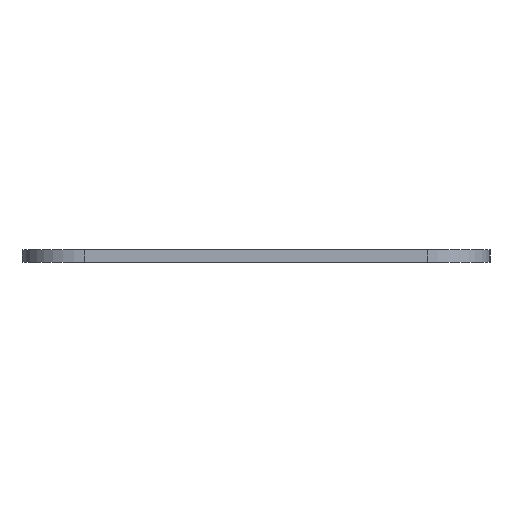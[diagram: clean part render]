
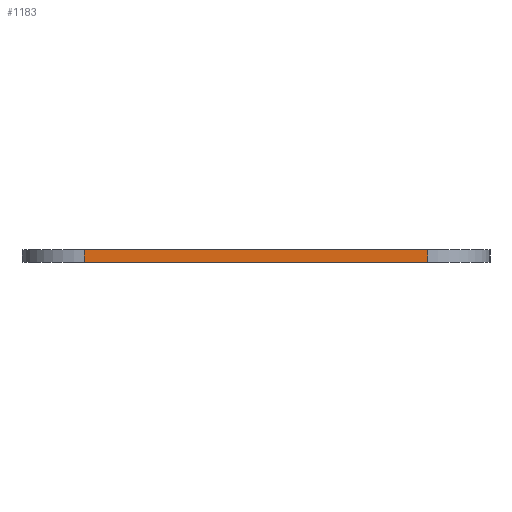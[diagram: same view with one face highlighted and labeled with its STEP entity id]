
A CAD part, left-side view. The second image highlights one B-rep face of the part: STEP entity #1183.
In plain terms, the highlighted planar face has unit normal (-1, 0, 0).
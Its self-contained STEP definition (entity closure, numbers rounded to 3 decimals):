
#40=PLANE('',#1269);
#95=FACE_OUTER_BOUND('',#165,.T.);
#165=EDGE_LOOP('',(#901,#902,#903,#904));
#233=LINE('',#1628,#393);
#235=LINE('',#1634,#395);
#287=LINE('',#1744,#447);
#288=LINE('',#1745,#448);
#393=VECTOR('',#1334,10.);
#395=VECTOR('',#1340,10.);
#447=VECTOR('',#1400,10.);
#448=VECTOR('',#1401,10.);
#562=VERTEX_POINT('',#1625);
#563=VERTEX_POINT('',#1627);
#565=VERTEX_POINT('',#1633);
#619=VERTEX_POINT('',#1743);
#674=EDGE_CURVE('',#562,#563,#233,.T.);
#677=EDGE_CURVE('',#565,#563,#235,.T.);
#732=EDGE_CURVE('',#619,#562,#287,.T.);
#733=EDGE_CURVE('',#565,#619,#288,.T.);
#901=ORIENTED_EDGE('',*,*,#674,.F.);
#902=ORIENTED_EDGE('',*,*,#732,.F.);
#903=ORIENTED_EDGE('',*,*,#733,.F.);
#904=ORIENTED_EDGE('',*,*,#677,.T.);
#1183=ADVANCED_FACE('',(#95),#40,.T.);
#1269=AXIS2_PLACEMENT_3D('',#1742,#1398,#1399);
#1334=DIRECTION('',(0.,0.,-1.));
#1340=DIRECTION('',(0.,-1.,0.));
#1398=DIRECTION('center_axis',(-1.,0.,0.));
#1399=DIRECTION('ref_axis',(0.,-1.,0.));
#1400=DIRECTION('',(0.,-1.,0.));
#1401=DIRECTION('',(0.,0.,1.));
#1625=CARTESIAN_POINT('',(0.,5.,1.));
#1627=CARTESIAN_POINT('',(0.,5.,0.));
#1628=CARTESIAN_POINT('',(0.,5.,0.));
#1633=CARTESIAN_POINT('',(0.,32.5,0.));
#1634=CARTESIAN_POINT('',(0.,37.5,0.));
#1742=CARTESIAN_POINT('Origin',(0.,37.5,0.));
#1743=CARTESIAN_POINT('',(0.,32.5,1.));
#1744=CARTESIAN_POINT('',(0.,37.5,1.));
#1745=CARTESIAN_POINT('',(0.,32.5,0.));
